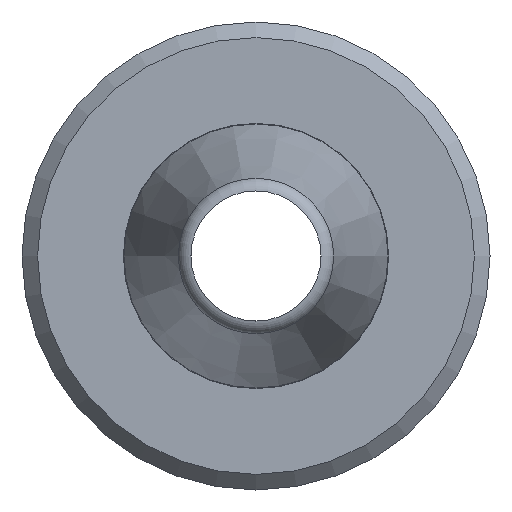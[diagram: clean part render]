
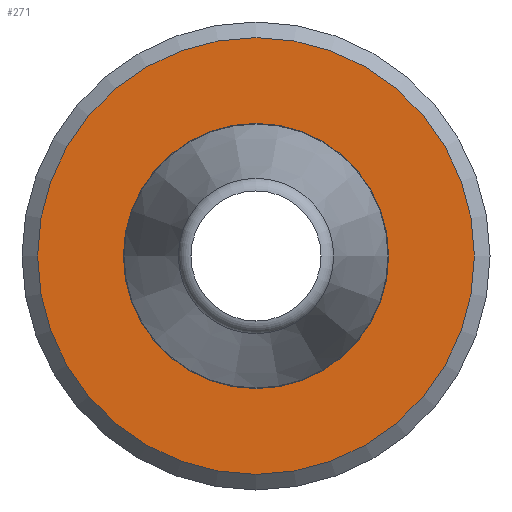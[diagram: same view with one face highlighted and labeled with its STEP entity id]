
A CAD part, left-side view. The second image highlights one B-rep face of the part: STEP entity #271.
In plain terms, the highlighted planar face has unit normal (-1, 0, 0).
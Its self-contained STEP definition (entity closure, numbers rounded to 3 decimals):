
#240=CARTESIAN_POINT('',(17.0,-4.2,0.));
#241=VERTEX_POINT('',#240);
#242=CARTESIAN_POINT('',(17.0,0.0,0.0));
#243=DIRECTION('',(1.0,0.0,0.0));
#244=DIRECTION('',(0.0,1.0,0.0));
#245=AXIS2_PLACEMENT_3D('',#242,#243,#244);
#246=CIRCLE('',#245,4.2);
#247=EDGE_CURVE('',#241,#241,#246,.T.);
#252=CARTESIAN_POINT('',(17.0,-3.263,0.0));
#253=DIRECTION('',(-1.0,0.0,0.0));
#254=DIRECTION('',(0.0,0.0,1.0));
#255=AXIS2_PLACEMENT_3D('',#252,#253,#254);
#256=PLANE('',#255);
#257=ORIENTED_EDGE('',*,*,#247,.F.);
#258=EDGE_LOOP('',(#257));
#259=FACE_OUTER_BOUND('',#258,.T.);
#260=CARTESIAN_POINT('',(17.0,-2.525,0.0));
#261=VERTEX_POINT('',#260);
#262=CARTESIAN_POINT('',(17.0,0.0,0.0));
#263=DIRECTION('',(-1.0,0.0,0.0));
#264=DIRECTION('',(0.0,1.0,0.0));
#265=AXIS2_PLACEMENT_3D('',#262,#263,#264);
#266=CIRCLE('',#265,2.525);
#267=EDGE_CURVE('',#261,#261,#266,.T.);
#268=ORIENTED_EDGE('',*,*,#267,.F.);
#269=EDGE_LOOP('',(#268));
#270=FACE_BOUND('',#269,.T.);
#271=ADVANCED_FACE('',(#259,#270),#256,.T.);
